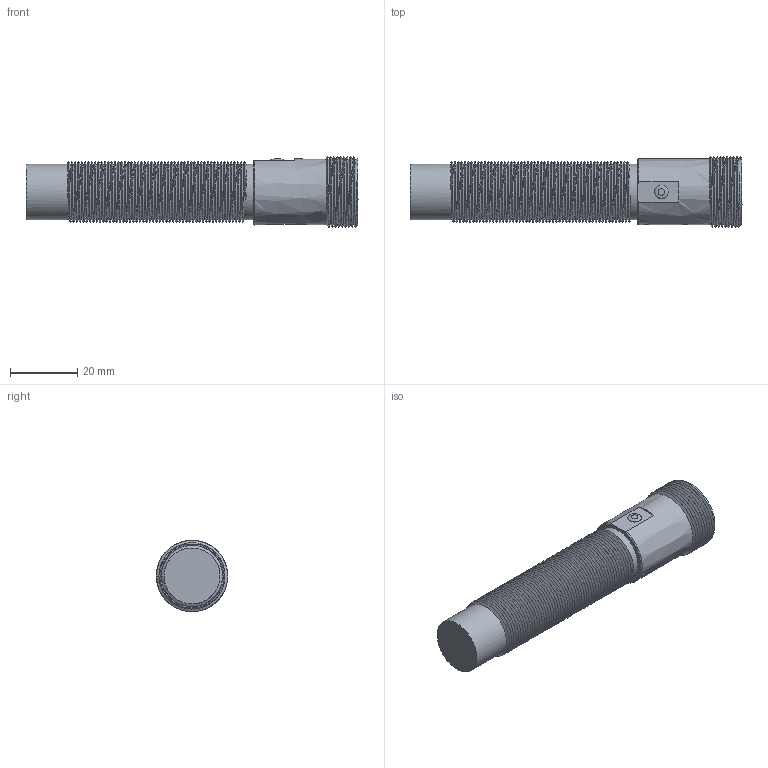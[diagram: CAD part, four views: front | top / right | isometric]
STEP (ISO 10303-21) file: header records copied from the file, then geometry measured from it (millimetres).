
FILE_DESCRIPTION( ('This file contains a STEP AP42 implementation' ,'as created by ZW3D STEP Interface translator.') ,'2;1' );
FILE_NAME( 'ECS2-1816X-XZU4.stp' ,'20 523.112758', (''), ('ZWCAD Software Co.'), 'Version 1.0', 'ZW3D to STEP translator', '' );
FILE_SCHEMA(('AUTOMOTIVE_DESIGN'));
Length unit declared in the file: millimetre
Products named in the file (2): 0; ECS2-1816X-XZU4
Bounding box: 99.05 x 21.26 x 21.26 mm (x, y, z)
Volume: 23583.6 mm3; surface area: 10222.9 mm2
Topology: 1 solids, 4 shells, 121 faces, 304 edges, 195 vertices
Faces by surface type: bspline 121
Entity records: 7255 total; most frequent: CARTESIAN_POINT 5474, ORIENTED_EDGE 597, EDGE_CURVE 300, VERTEX_POINT 195, EDGE_LOOP 132, B_SPLINE_CURVE_WITH_KNOTS 123, FACE_OUTER_BOUND 121, ADVANCED_FACE 121
